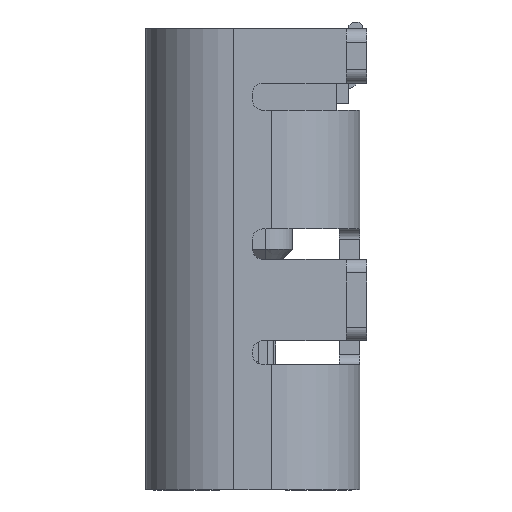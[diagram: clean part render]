
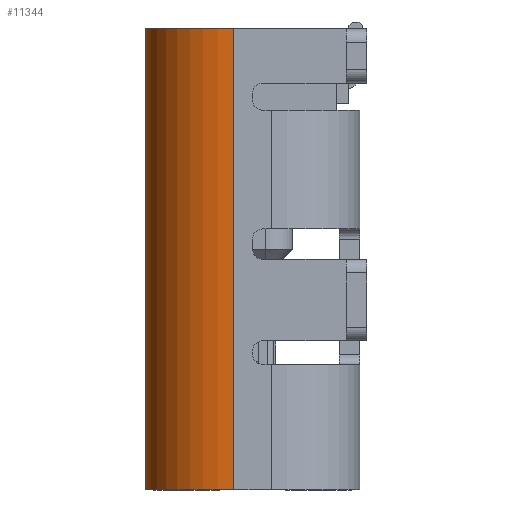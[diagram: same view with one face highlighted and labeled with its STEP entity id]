
A CAD part, left-side view. The second image highlights one B-rep face of the part: STEP entity #11344.
In plain terms, the highlighted cylindrical face has radius 1.3 mm (diameter 2.6 mm), a partial arc.
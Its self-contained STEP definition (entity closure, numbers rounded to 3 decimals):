
#204 = EDGE_CURVE ( 'NONE', #3806, #15569, #15924, .T. ) ;
#1727 = VECTOR ( 'NONE', #23120, 1000. ) ;
#1731 = DIRECTION ( 'NONE',  ( 0., 0., -1. ) ) ;
#2294 = ORIENTED_EDGE ( 'NONE', *, *, #13191, .T. ) ;
#2324 = DIRECTION ( 'NONE',  ( 0., 0., -1. ) ) ;
#3231 = CYLINDRICAL_SURFACE ( 'NONE', #22636, 1.3 ) ;
#3339 = DIRECTION ( 'NONE',  ( 0., 0., -1. ) ) ;
#3806 = VERTEX_POINT ( 'NONE', #6249 ) ;
#4217 = VERTEX_POINT ( 'NONE', #20290 ) ;
#6249 = CARTESIAN_POINT ( 'NONE',  ( -4.47, 0.28, 0. ) ) ;
#6484 = CIRCLE ( 'NONE', #19692, 1.3 ) ;
#6593 = CARTESIAN_POINT ( 'NONE',  ( -3.17, 1.58, 6.8 ) ) ;
#7809 = CARTESIAN_POINT ( 'NONE',  ( -4.47, 0.28, 6.8 ) ) ;
#8340 = ORIENTED_EDGE ( 'NONE', *, *, #13124, .T. ) ;
#9226 = ORIENTED_EDGE ( 'NONE', *, *, #204, .T. ) ;
#10259 = AXIS2_PLACEMENT_3D ( 'NONE', #13076, #13653, #20747 ) ;
#10307 = CARTESIAN_POINT ( 'NONE',  ( -3.17, 0.28, 6.8 ) ) ;
#10406 = VERTEX_POINT ( 'NONE', #6593 ) ;
#10927 = CARTESIAN_POINT ( 'NONE',  ( -3.17, 0.28, 0. ) ) ;
#11344 = ADVANCED_FACE ( 'NONE', ( #12073 ), #3231, .T. ) ;
#11945 = ORIENTED_EDGE ( 'NONE', *, *, #13433, .F. ) ;
#12073 = FACE_OUTER_BOUND ( 'NONE', #16407, .T. ) ;
#13076 = CARTESIAN_POINT ( 'NONE',  ( -3.17, 0.28, 6.8 ) ) ;
#13124 = EDGE_CURVE ( 'NONE', #10406, #4217, #20403, .T. ) ;
#13191 = EDGE_CURVE ( 'NONE', #15569, #10406, #18562, .T. ) ;
#13433 = EDGE_CURVE ( 'NONE', #3806, #4217, #6484, .T. ) ;
#13653 = DIRECTION ( 'NONE',  ( 0., 0., -1. ) ) ;
#15088 = CARTESIAN_POINT ( 'NONE',  ( -3.17, 1.58, 6.8 ) ) ;
#15569 = VERTEX_POINT ( 'NONE', #7809 ) ;
#15924 = LINE ( 'NONE', #16053, #1727 ) ;
#16053 = CARTESIAN_POINT ( 'NONE',  ( -4.47, 0.28, 6.8 ) ) ;
#16313 = VECTOR ( 'NONE', #2324, 1000. ) ;
#16407 = EDGE_LOOP ( 'NONE', ( #11945, #9226, #2294, #8340 ) ) ;
#17781 = DIRECTION ( 'NONE',  ( -1., 0., 0. ) ) ;
#18562 = CIRCLE ( 'NONE', #10259, 1.3 ) ;
#19692 = AXIS2_PLACEMENT_3D ( 'NONE', #10927, #1731, #17781 ) ;
#20290 = CARTESIAN_POINT ( 'NONE',  ( -3.17, 1.58, 0. ) ) ;
#20403 = LINE ( 'NONE', #15088, #16313 ) ;
#20747 = DIRECTION ( 'NONE',  ( -1., 0., 0. ) ) ;
#22636 = AXIS2_PLACEMENT_3D ( 'NONE', #10307, #3339, #22831 ) ;
#22831 = DIRECTION ( 'NONE',  ( -1., 0., 0. ) ) ;
#23120 = DIRECTION ( 'NONE',  ( 0., 0., 1. ) ) ;
